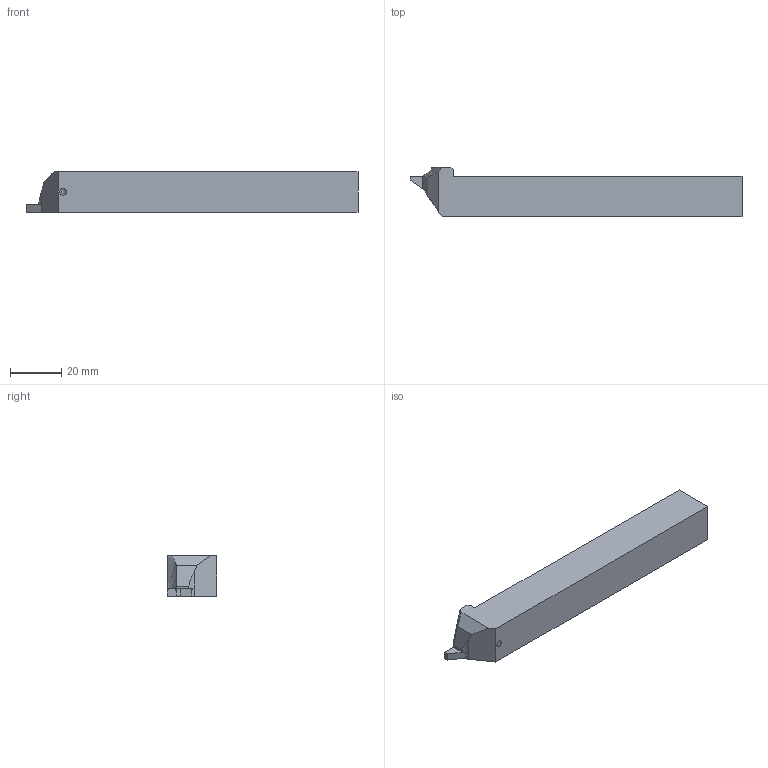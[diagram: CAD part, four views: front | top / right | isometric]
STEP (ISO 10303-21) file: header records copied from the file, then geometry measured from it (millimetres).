
FILE_DESCRIPTION (( 'STEP AP214' ), '1' );
FILE_NAME ('CUT-199-15.STEP', '2017-11-20T10:24:28', ( '' ), ( '' ), 'SwSTEP 2.0', 'SolidWorks 2017', '' );
FILE_SCHEMA (( 'AUTOMOTIVE_DESIGN' ));
Length unit declared in the file: millimetre
Products named in the file (1): CUT-199-15
Bounding box: 130 x 19.38 x 15.88 mm (x, y, z)
Volume: 31122.4 mm3; surface area: 8474.5 mm2
Topology: 1 solids, 1 shells, 39 faces, 111 edges, 72 vertices
Faces by surface type: plane 30, cylinder 6, bspline 3
Entity records: 1583 total; most frequent: CARTESIAN_POINT 469, ORIENTED_EDGE 222, DIRECTION 177, EDGE_CURVE 111, LINE 85, VECTOR 85, VERTEX_POINT 72, AXIS2_PLACEMENT_3D 46
